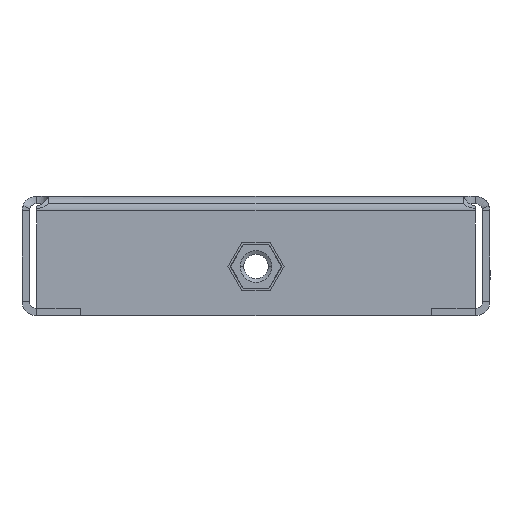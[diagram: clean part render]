
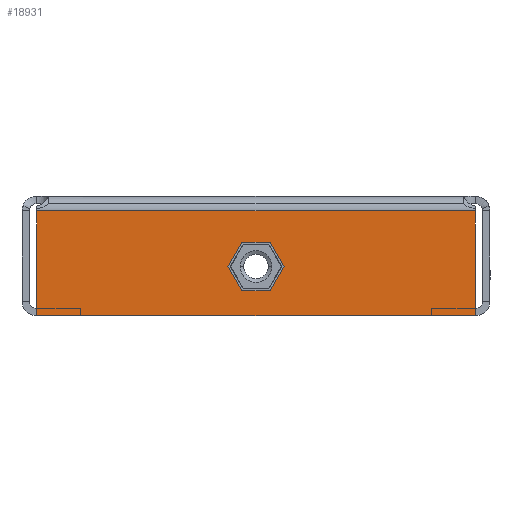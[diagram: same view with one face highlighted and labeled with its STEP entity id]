
A CAD part, left-side view. The second image highlights one B-rep face of the part: STEP entity #18931.
In plain terms, the highlighted planar face has unit normal (-1, 0, 0).
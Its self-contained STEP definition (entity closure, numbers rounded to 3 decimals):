
#859 = VERTEX_POINT ( 'NONE', #17173 ) ;
#1134 = VECTOR ( 'NONE', #15629, 1000. ) ;
#2253 = EDGE_CURVE ( 'NONE', #29683, #22524, #20458, .T. ) ;
#2675 = CARTESIAN_POINT ( 'NONE',  ( -402., 45., 0. ) ) ;
#3389 = DIRECTION ( 'NONE',  ( 1., 0., 0. ) ) ;
#3463 = CARTESIAN_POINT ( 'NONE',  ( -402., -45., 0. ) ) ;
#4532 = CARTESIAN_POINT ( 'NONE',  ( -402., -45., -24.5 ) ) ;
#4789 = VECTOR ( 'NONE', #25569, 1000. ) ;
#5085 = LINE ( 'NONE', #24450, #12184 ) ;
#5087 = ORIENTED_EDGE ( 'NONE', *, *, #13096, .T. ) ;
#6017 = ORIENTED_EDGE ( 'NONE', *, *, #21479, .T. ) ;
#6686 = DIRECTION ( 'NONE',  ( 0., -1., 0. ) ) ;
#7233 = VERTEX_POINT ( 'NONE', #30770 ) ;
#8481 = ORIENTED_EDGE ( 'NONE', *, *, #20504, .T. ) ;
#8955 = EDGE_CURVE ( 'NONE', #7233, #22773, #14089, .T. ) ;
#9048 = CARTESIAN_POINT ( 'NONE',  ( -402., 2.252, -1.3 ) ) ;
#9579 = LINE ( 'NONE', #25802, #24213 ) ;
#9638 = ORIENTED_EDGE ( 'NONE', *, *, #8955, .T. ) ;
#9764 = LINE ( 'NONE', #2675, #20125 ) ;
#10320 = FACE_OUTER_BOUND ( 'NONE', #29921, .T. ) ;
#11039 = LINE ( 'NONE', #23330, #1134 ) ;
#11252 = LINE ( 'NONE', #28083, #4789 ) ;
#12182 = VERTEX_POINT ( 'NONE', #24878 ) ;
#12184 = VECTOR ( 'NONE', #14542, 1000. ) ;
#12272 = DIRECTION ( 'NONE',  ( 0., 0., -1. ) ) ;
#13096 = EDGE_CURVE ( 'NONE', #22773, #25634, #11039, .T. ) ;
#13444 = CARTESIAN_POINT ( 'NONE',  ( -402., 0., 0. ) ) ;
#13516 = DIRECTION ( 'NONE',  ( 0., 0., 1. ) ) ;
#13971 = VECTOR ( 'NONE', #13516, 1000. ) ;
#14089 = LINE ( 'NONE', #9048, #24287 ) ;
#14542 = DIRECTION ( 'NONE',  ( 0., -0.5, 0.866 ) ) ;
#14702 = VECTOR ( 'NONE', #6686, 1000. ) ;
#14963 = EDGE_LOOP ( 'NONE', ( #5087, #6017, #16022, #23040, #15564, #9638 ) ) ;
#15064 = CARTESIAN_POINT ( 'NONE',  ( -402., 0., -19. ) ) ;
#15564 = ORIENTED_EDGE ( 'NONE', *, *, #17931, .T. ) ;
#15629 = DIRECTION ( 'NONE',  ( 0., 0.5, -0.866 ) ) ;
#15694 = CARTESIAN_POINT ( 'NONE',  ( -402., -45., -3. ) ) ;
#16022 = ORIENTED_EDGE ( 'NONE', *, *, #17082, .T. ) ;
#16840 = DIRECTION ( 'NONE',  ( 0., 0.5, 0.866 ) ) ;
#17082 = EDGE_CURVE ( 'NONE', #12182, #28864, #9579, .T. ) ;
#17173 = CARTESIAN_POINT ( 'NONE',  ( -402., 45., -3. ) ) ;
#17366 = CARTESIAN_POINT ( 'NONE',  ( -402., 5.312, -14.4 ) ) ;
#17627 = CARTESIAN_POINT ( 'NONE',  ( -402., -2.656, -19. ) ) ;
#17931 = EDGE_CURVE ( 'NONE', #26233, #7233, #25558, .T. ) ;
#18018 = EDGE_CURVE ( 'NONE', #28864, #26233, #5085, .T. ) ;
#18466 = VECTOR ( 'NONE', #28086, 1000. ) ;
#18931 = ADVANCED_FACE ( 'NONE', ( #22300, #10320 ), #19929, .F. ) ;
#19013 = CARTESIAN_POINT ( 'NONE',  ( -402., -45., -3. ) ) ;
#19293 = CARTESIAN_POINT ( 'NONE',  ( -402., 2.656, -9.8 ) ) ;
#19329 = DIRECTION ( 'NONE',  ( 0., 1., 0. ) ) ;
#19635 = LINE ( 'NONE', #15064, #26466 ) ;
#19929 = PLANE ( 'NONE',  #26324 ) ;
#20125 = VECTOR ( 'NONE', #12272, 1000. ) ;
#20458 = LINE ( 'NONE', #3463, #13971 ) ;
#20504 = EDGE_CURVE ( 'NONE', #29946, #29683, #11252, .T. ) ;
#20700 = DIRECTION ( 'NONE',  ( 0., 0., -1. ) ) ;
#21160 = ORIENTED_EDGE ( 'NONE', *, *, #26130, .F. ) ;
#21479 = EDGE_CURVE ( 'NONE', #25634, #12182, #19635, .T. ) ;
#21489 = DIRECTION ( 'NONE',  ( 0., -0.5, -0.866 ) ) ;
#22300 = FACE_BOUND ( 'NONE', #14963, .T. ) ;
#22476 = ORIENTED_EDGE ( 'NONE', *, *, #2253, .T. ) ;
#22524 = VERTEX_POINT ( 'NONE', #19013 ) ;
#22773 = VERTEX_POINT ( 'NONE', #25120 ) ;
#23040 = ORIENTED_EDGE ( 'NONE', *, *, #18018, .T. ) ;
#23134 = ORIENTED_EDGE ( 'NONE', *, *, #25513, .T. ) ;
#23330 = CARTESIAN_POINT ( 'NONE',  ( -402., -10.219, -5.9 ) ) ;
#24213 = VECTOR ( 'NONE', #16840, 1000. ) ;
#24287 = VECTOR ( 'NONE', #21489, 1000. ) ;
#24450 = CARTESIAN_POINT ( 'NONE',  ( -402., -2.252, -1.3 ) ) ;
#24878 = CARTESIAN_POINT ( 'NONE',  ( -402., 2.656, -19. ) ) ;
#25120 = CARTESIAN_POINT ( 'NONE',  ( -402., -5.312, -14.4 ) ) ;
#25513 = EDGE_CURVE ( 'NONE', #859, #29946, #9764, .T. ) ;
#25558 = LINE ( 'NONE', #28234, #14702 ) ;
#25569 = DIRECTION ( 'NONE',  ( 0., -1., 0. ) ) ;
#25634 = VERTEX_POINT ( 'NONE', #17627 ) ;
#25802 = CARTESIAN_POINT ( 'NONE',  ( -402., 10.219, -5.9 ) ) ;
#26065 = CARTESIAN_POINT ( 'NONE',  ( -402., 45., -24.5 ) ) ;
#26130 = EDGE_CURVE ( 'NONE', #859, #22524, #27627, .T. ) ;
#26233 = VERTEX_POINT ( 'NONE', #19293 ) ;
#26324 = AXIS2_PLACEMENT_3D ( 'NONE', #13444, #3389, #20700 ) ;
#26466 = VECTOR ( 'NONE', #19329, 1000. ) ;
#27627 = LINE ( 'NONE', #15694, #18466 ) ;
#28083 = CARTESIAN_POINT ( 'NONE',  ( -402., 0., -24.5 ) ) ;
#28086 = DIRECTION ( 'NONE',  ( 0., -1., 0. ) ) ;
#28234 = CARTESIAN_POINT ( 'NONE',  ( -402., 0., -9.8 ) ) ;
#28864 = VERTEX_POINT ( 'NONE', #17366 ) ;
#29683 = VERTEX_POINT ( 'NONE', #4532 ) ;
#29921 = EDGE_LOOP ( 'NONE', ( #21160, #23134, #8481, #22476 ) ) ;
#29946 = VERTEX_POINT ( 'NONE', #26065 ) ;
#30770 = CARTESIAN_POINT ( 'NONE',  ( -402., -2.656, -9.8 ) ) ;
